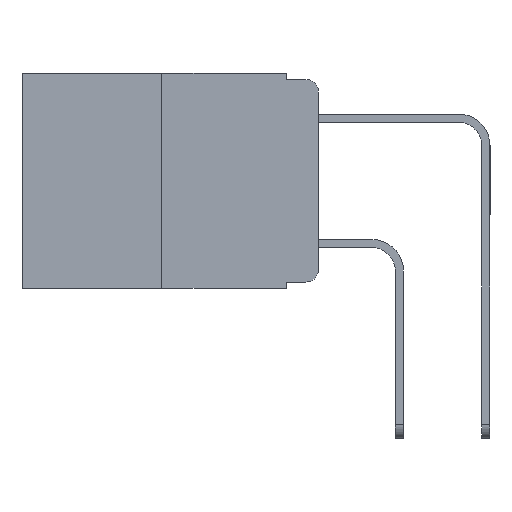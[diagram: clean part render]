
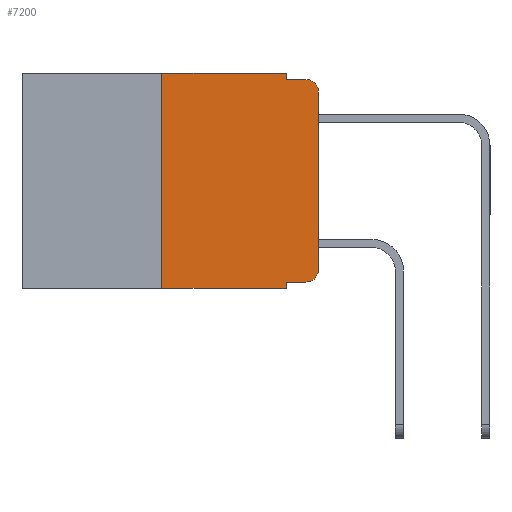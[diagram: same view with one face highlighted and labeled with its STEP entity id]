
A CAD part, left-side view. The second image highlights one B-rep face of the part: STEP entity #7200.
In plain terms, the highlighted planar face has unit normal (-1, 0, 0).
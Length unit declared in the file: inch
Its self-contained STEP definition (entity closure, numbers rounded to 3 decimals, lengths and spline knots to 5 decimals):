
#564 = PLANE ( 'NONE',  #12316 ) ;
#795 = DIRECTION ( 'NONE',  ( 0., 0., -1. ) ) ;
#2118 = CARTESIAN_POINT ( 'NONE',  ( 0., 0.02, -0.333 ) ) ;
#2354 = VERTEX_POINT ( 'NONE', #16133 ) ;
#2422 = VECTOR ( 'NONE', #3958, 39.37008 ) ;
#2841 = VERTEX_POINT ( 'NONE', #12813 ) ;
#2866 = ORIENTED_EDGE ( 'NONE', *, *, #3609, .T. ) ;
#3040 = VERTEX_POINT ( 'NONE', #8343 ) ;
#3358 = CARTESIAN_POINT ( 'NONE',  ( 0., 0.051, -0.01 ) ) ;
#3446 = CARTESIAN_POINT ( 'NONE',  ( 0., 0.051, 0. ) ) ;
#3505 = EDGE_CURVE ( 'NONE', #2354, #17491, #13652, .T. ) ;
#3588 = LINE ( 'NONE', #17172, #17651 ) ;
#3609 = EDGE_CURVE ( 'NONE', #9039, #4048, #8826, .T. ) ;
#3958 = DIRECTION ( 'NONE',  ( 0., -1., 0. ) ) ;
#3963 = DIRECTION ( 'NONE',  ( 0., -1., 0. ) ) ;
#3964 = VERTEX_POINT ( 'NONE', #5543 ) ;
#3986 = DIRECTION ( 'NONE',  ( 0., 0., -1. ) ) ;
#4048 = VERTEX_POINT ( 'NONE', #17445 ) ;
#4174 = LINE ( 'NONE', #7776, #14420 ) ;
#4176 = DIRECTION ( 'NONE',  ( 0., -1., 0. ) ) ;
#4398 = ORIENTED_EDGE ( 'NONE', *, *, #9005, .T. ) ;
#4525 = EDGE_CURVE ( 'NONE', #13024, #9039, #7361, .T. ) ;
#4749 = VECTOR ( 'NONE', #3963, 39.37008 ) ;
#4825 = DIRECTION ( 'NONE',  ( 0., 0., -1. ) ) ;
#4840 = ORIENTED_EDGE ( 'NONE', *, *, #7240, .F. ) ;
#5025 = VERTEX_POINT ( 'NONE', #10660 ) ;
#5449 = EDGE_CURVE ( 'NONE', #13024, #2841, #5650, .T. ) ;
#5543 = CARTESIAN_POINT ( 'NONE',  ( 0., 0., -0.03 ) ) ;
#5554 = LINE ( 'NONE', #13048, #14913 ) ;
#5650 = LINE ( 'NONE', #3446, #9180 ) ;
#5711 = DIRECTION ( 'NONE',  ( 0., 0., -1. ) ) ;
#6151 = AXIS2_PLACEMENT_3D ( 'NONE', #14260, #6287, #15565 ) ;
#6287 = DIRECTION ( 'NONE',  ( -1., 0., 0. ) ) ;
#6338 = EDGE_CURVE ( 'NONE', #8504, #2354, #5554, .T. ) ;
#6445 = DIRECTION ( 'NONE',  ( 0., 0., 1. ) ) ;
#6917 = CARTESIAN_POINT ( 'NONE',  ( 0., 0.051, -0.333 ) ) ;
#7200 = ADVANCED_FACE ( 'NONE', ( #7611 ), #564, .F. ) ;
#7240 = EDGE_CURVE ( 'NONE', #17491, #5025, #3588, .T. ) ;
#7361 = LINE ( 'NONE', #12219, #10896 ) ;
#7611 = FACE_OUTER_BOUND ( 'NONE', #12923, .T. ) ;
#7776 = CARTESIAN_POINT ( 'NONE',  ( 0., 0., 0. ) ) ;
#7922 = CARTESIAN_POINT ( 'NONE',  ( 0., 0.473, 0. ) ) ;
#7963 = ORIENTED_EDGE ( 'NONE', *, *, #8116, .F. ) ;
#8116 = EDGE_CURVE ( 'NONE', #5025, #3040, #12823, .T. ) ;
#8343 = CARTESIAN_POINT ( 'NONE',  ( 0., 0.02, -0.01 ) ) ;
#8504 = VERTEX_POINT ( 'NONE', #9452 ) ;
#8826 = CIRCLE ( 'NONE', #15984, 0.02 ) ;
#9005 = EDGE_CURVE ( 'NONE', #3964, #3040, #15634, .T. ) ;
#9039 = VERTEX_POINT ( 'NONE', #2118 ) ;
#9180 = VECTOR ( 'NONE', #4825, 39.37008 ) ;
#9235 = VECTOR ( 'NONE', #11437, 39.37008 ) ;
#9260 = DIRECTION ( 'NONE',  ( 1., 0., 0. ) ) ;
#9303 = CARTESIAN_POINT ( 'NONE',  ( 0., 0.473, -0.343 ) ) ;
#9452 = CARTESIAN_POINT ( 'NONE',  ( 0., 0.25, -0.343 ) ) ;
#9921 = EDGE_CURVE ( 'NONE', #4048, #3964, #4174, .T. ) ;
#9953 = CARTESIAN_POINT ( 'NONE',  ( 0., 0.051, 0. ) ) ;
#10660 = CARTESIAN_POINT ( 'NONE',  ( 0., 0.051, -0.01 ) ) ;
#10896 = VECTOR ( 'NONE', #4176, 39.37008 ) ;
#11437 = DIRECTION ( 'NONE',  ( 0., -1., 0. ) ) ;
#11937 = DIRECTION ( 'NONE',  ( -1., 0., 0. ) ) ;
#11945 = ORIENTED_EDGE ( 'NONE', *, *, #3505, .F. ) ;
#12219 = CARTESIAN_POINT ( 'NONE',  ( 0., 0.051, -0.333 ) ) ;
#12286 = EDGE_CURVE ( 'NONE', #8504, #2841, #12297, .T. ) ;
#12297 = LINE ( 'NONE', #9303, #4749 ) ;
#12316 = AXIS2_PLACEMENT_3D ( 'NONE', #7922, #9260, #795 ) ;
#12380 = ORIENTED_EDGE ( 'NONE', *, *, #6338, .F. ) ;
#12810 = ORIENTED_EDGE ( 'NONE', *, *, #5449, .F. ) ;
#12813 = CARTESIAN_POINT ( 'NONE',  ( 0., 0.051, -0.343 ) ) ;
#12823 = LINE ( 'NONE', #3358, #9235 ) ;
#12923 = EDGE_LOOP ( 'NONE', ( #14213, #4398, #7963, #4840, #11945, #12380, #15855, #12810, #16261, #2866 ) ) ;
#13024 = VERTEX_POINT ( 'NONE', #6917 ) ;
#13048 = CARTESIAN_POINT ( 'NONE',  ( 0., 0.25, 0. ) ) ;
#13061 = CARTESIAN_POINT ( 'NONE',  ( 0., 0.473, 0. ) ) ;
#13652 = LINE ( 'NONE', #13061, #2422 ) ;
#14213 = ORIENTED_EDGE ( 'NONE', *, *, #9921, .T. ) ;
#14260 = CARTESIAN_POINT ( 'NONE',  ( 0., 0.02, -0.03 ) ) ;
#14354 = DIRECTION ( 'NONE',  ( 0., 0., 1. ) ) ;
#14420 = VECTOR ( 'NONE', #6445, 39.37008 ) ;
#14913 = VECTOR ( 'NONE', #14354, 39.37008 ) ;
#14955 = CARTESIAN_POINT ( 'NONE',  ( 0., 0.02, -0.313 ) ) ;
#15565 = DIRECTION ( 'NONE',  ( 0., 0., -1. ) ) ;
#15634 = CIRCLE ( 'NONE', #6151, 0.02 ) ;
#15855 = ORIENTED_EDGE ( 'NONE', *, *, #12286, .T. ) ;
#15984 = AXIS2_PLACEMENT_3D ( 'NONE', #14955, #11937, #5711 ) ;
#16133 = CARTESIAN_POINT ( 'NONE',  ( 0., 0.25, 0. ) ) ;
#16261 = ORIENTED_EDGE ( 'NONE', *, *, #4525, .T. ) ;
#17172 = CARTESIAN_POINT ( 'NONE',  ( 0., 0.051, 0. ) ) ;
#17445 = CARTESIAN_POINT ( 'NONE',  ( 0., 0., -0.313 ) ) ;
#17491 = VERTEX_POINT ( 'NONE', #9953 ) ;
#17651 = VECTOR ( 'NONE', #3986, 39.37008 ) ;
